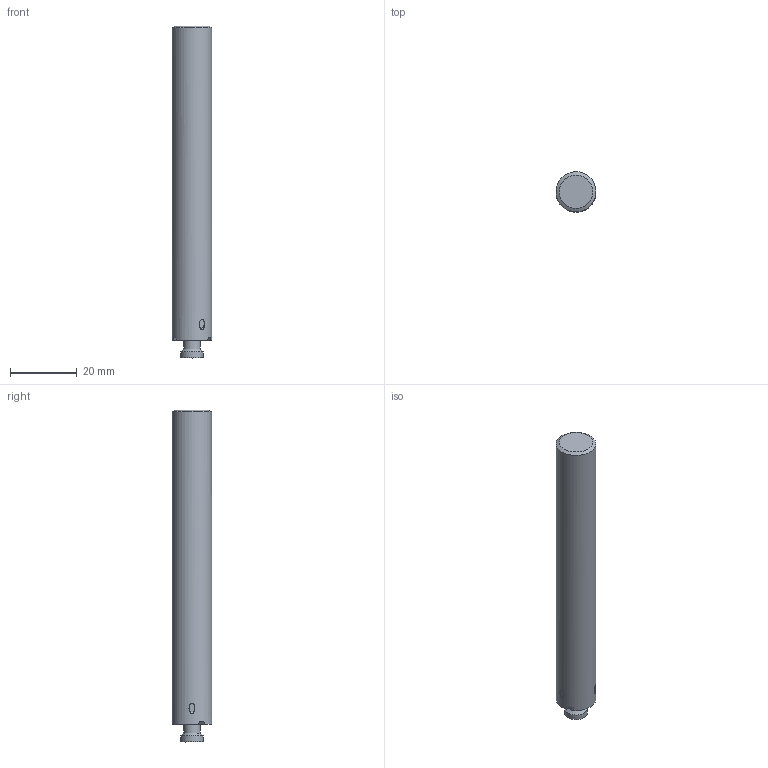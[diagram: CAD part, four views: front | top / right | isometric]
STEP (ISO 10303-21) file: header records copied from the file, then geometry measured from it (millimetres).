
FILE_DESCRIPTION(/* description */ (''),/* implementation_level */ '2;1');
FILE_NAME(/* name */ '335.14-1212.0-042-100-E_Detailed.stp',/* time_stamp */ '2024-08-09T16:45:41+05:00',/* author */ (''),/* organization */ (''),/* preprocessor_version */ 'ST-DEVELOPER v16.7',/* originating_system */ 'SIEMENS PLM Software NX 12.0',/* authorisation */ '');
FILE_SCHEMA (('AUTOMOTIVE_DESIGN { 1 0 10303 214 3 1 1 1 }'));
Length unit declared in the file: millimetre
Products named in the file (1): inco2AC43CA6xnch
Bounding box: 11.99 x 11.99 x 99.57 mm (x, y, z)
Volume: 10748.7 mm3; surface area: 3921.5 mm2
Topology: 1 solids, 1 shells, 38 faces, 99 edges, 69 vertices
Faces by surface type: cylinder 18, plane 17, cone 2, bspline 1
Full cylindrical faces by diameter (mm): 1.8 x3, 5 x1, 6.85 x1, 11.995 x1
Entity records: 1572 total; most frequent: CARTESIAN_POINT 661, DIRECTION 182, ORIENTED_EDGE 166, EDGE_CURVE 83, AXIS2_PLACEMENT_3D 79, VERTEX_POINT 59, EDGE_LOOP 50, ADVANCED_FACE 38
